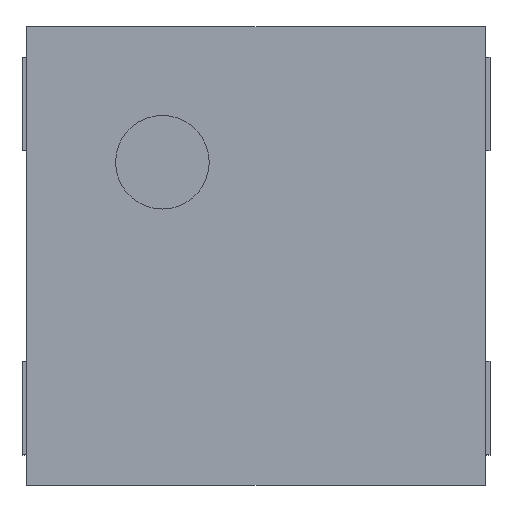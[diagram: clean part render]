
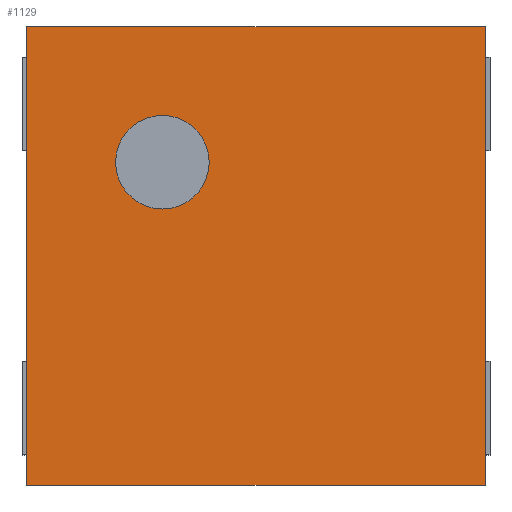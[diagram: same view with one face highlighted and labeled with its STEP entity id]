
A CAD part, top view. The second image highlights one B-rep face of the part: STEP entity #1129.
In plain terms, the highlighted planar face has unit normal (0, 0, 1).
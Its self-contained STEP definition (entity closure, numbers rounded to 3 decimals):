
#204 = PLANE('',#205);
#205 = AXIS2_PLACEMENT_3D('',#206,#207,#208);
#206 = CARTESIAN_POINT('',(0.49,0.49,0.02));
#207 = DIRECTION('',(1.,0.,0.));
#208 = DIRECTION('',(0.,0.,1.));
#258 = PLANE('',#259);
#259 = AXIS2_PLACEMENT_3D('',#260,#261,#262);
#260 = CARTESIAN_POINT('',(-0.49,0.49,0.02));
#261 = DIRECTION('',(1.,0.,0.));
#262 = DIRECTION('',(0.,0.,1.));
#621 = VERTEX_POINT('',#622);
#622 = CARTESIAN_POINT('',(-0.49,0.49,0.42));
#636 = PLANE('',#637);
#637 = AXIS2_PLACEMENT_3D('',#638,#639,#640);
#638 = CARTESIAN_POINT('',(-0.49,0.49,0.02));
#639 = DIRECTION('',(0.,-1.,0.));
#640 = DIRECTION('',(0.,0.,1.));
#648 = EDGE_CURVE('',#621,#649,#651,.T.);
#649 = VERTEX_POINT('',#650);
#650 = CARTESIAN_POINT('',(-0.49,-0.49,0.42));
#651 = SURFACE_CURVE('',#652,(#656,#663),.PCURVE_S1.);
#652 = LINE('',#653,#654);
#653 = CARTESIAN_POINT('',(-0.49,0.49,0.42));
#654 = VECTOR('',#655,1.);
#655 = DIRECTION('',(0.,-1.,0.));
#656 = PCURVE('',#258,#657);
#657 = DEFINITIONAL_REPRESENTATION('',(#658),#662);
#658 = LINE('',#659,#660);
#659 = CARTESIAN_POINT('',(0.4,0.));
#660 = VECTOR('',#661,1.);
#661 = DIRECTION('',(0.,1.));
#662 = ( GEOMETRIC_REPRESENTATION_CONTEXT(2) 
PARAMETRIC_REPRESENTATION_CONTEXT() REPRESENTATION_CONTEXT('2D SPACE',''
  ) );
#663 = PCURVE('',#664,#669);
#664 = PLANE('',#665);
#665 = AXIS2_PLACEMENT_3D('',#666,#667,#668);
#666 = CARTESIAN_POINT('',(-0.49,0.49,0.42));
#667 = DIRECTION('',(0.,0.,1.));
#668 = DIRECTION('',(0.,-1.,0.));
#669 = DEFINITIONAL_REPRESENTATION('',(#670),#674);
#670 = LINE('',#671,#672);
#671 = CARTESIAN_POINT('',(0.,0.));
#672 = VECTOR('',#673,1.);
#673 = DIRECTION('',(1.,0.));
#674 = ( GEOMETRIC_REPRESENTATION_CONTEXT(2) 
PARAMETRIC_REPRESENTATION_CONTEXT() REPRESENTATION_CONTEXT('2D SPACE',''
  ) );
#692 = PLANE('',#693);
#693 = AXIS2_PLACEMENT_3D('',#694,#695,#696);
#694 = CARTESIAN_POINT('',(-0.49,-0.49,0.02));
#695 = DIRECTION('',(0.,-1.,0.));
#696 = DIRECTION('',(0.,0.,1.));
#912 = VERTEX_POINT('',#913);
#913 = CARTESIAN_POINT('',(0.49,0.49,0.42));
#934 = EDGE_CURVE('',#912,#935,#937,.T.);
#935 = VERTEX_POINT('',#936);
#936 = CARTESIAN_POINT('',(0.49,-0.49,0.42));
#937 = SURFACE_CURVE('',#938,(#942,#949),.PCURVE_S1.);
#938 = LINE('',#939,#940);
#939 = CARTESIAN_POINT('',(0.49,0.49,0.42));
#940 = VECTOR('',#941,1.);
#941 = DIRECTION('',(0.,-1.,0.));
#942 = PCURVE('',#204,#943);
#943 = DEFINITIONAL_REPRESENTATION('',(#944),#948);
#944 = LINE('',#945,#946);
#945 = CARTESIAN_POINT('',(0.4,0.));
#946 = VECTOR('',#947,1.);
#947 = DIRECTION('',(0.,1.));
#948 = ( GEOMETRIC_REPRESENTATION_CONTEXT(2) 
PARAMETRIC_REPRESENTATION_CONTEXT() REPRESENTATION_CONTEXT('2D SPACE',''
  ) );
#949 = PCURVE('',#664,#950);
#950 = DEFINITIONAL_REPRESENTATION('',(#951),#955);
#951 = LINE('',#952,#953);
#952 = CARTESIAN_POINT('',(0.,0.98));
#953 = VECTOR('',#954,1.);
#954 = DIRECTION('',(1.,0.));
#955 = ( GEOMETRIC_REPRESENTATION_CONTEXT(2) 
PARAMETRIC_REPRESENTATION_CONTEXT() REPRESENTATION_CONTEXT('2D SPACE',''
  ) );
#1109 = EDGE_CURVE('',#621,#912,#1110,.T.);
#1110 = SURFACE_CURVE('',#1111,(#1115,#1122),.PCURVE_S1.);
#1111 = LINE('',#1112,#1113);
#1112 = CARTESIAN_POINT('',(-0.49,0.49,0.42));
#1113 = VECTOR('',#1114,1.);
#1114 = DIRECTION('',(1.,0.,0.));
#1115 = PCURVE('',#636,#1116);
#1116 = DEFINITIONAL_REPRESENTATION('',(#1117),#1121);
#1117 = LINE('',#1118,#1119);
#1118 = CARTESIAN_POINT('',(0.4,0.));
#1119 = VECTOR('',#1120,1.);
#1120 = DIRECTION('',(0.,-1.));
#1121 = ( GEOMETRIC_REPRESENTATION_CONTEXT(2) 
PARAMETRIC_REPRESENTATION_CONTEXT() REPRESENTATION_CONTEXT('2D SPACE',''
  ) );
#1122 = PCURVE('',#664,#1123);
#1123 = DEFINITIONAL_REPRESENTATION('',(#1124),#1128);
#1124 = LINE('',#1125,#1126);
#1125 = CARTESIAN_POINT('',(0.,0.));
#1126 = VECTOR('',#1127,1.);
#1127 = DIRECTION('',(0.,1.));
#1128 = ( GEOMETRIC_REPRESENTATION_CONTEXT(2) 
PARAMETRIC_REPRESENTATION_CONTEXT() REPRESENTATION_CONTEXT('2D SPACE',''
  ) );
#1129 = ADVANCED_FACE('',(#1130,#1156),#664,.T.);
#1130 = FACE_BOUND('',#1131,.T.);
#1131 = EDGE_LOOP('',(#1132,#1133,#1134,#1155));
#1132 = ORIENTED_EDGE('',*,*,#1109,.F.);
#1133 = ORIENTED_EDGE('',*,*,#648,.T.);
#1134 = ORIENTED_EDGE('',*,*,#1135,.T.);
#1135 = EDGE_CURVE('',#649,#935,#1136,.T.);
#1136 = SURFACE_CURVE('',#1137,(#1141,#1148),.PCURVE_S1.);
#1137 = LINE('',#1138,#1139);
#1138 = CARTESIAN_POINT('',(-0.49,-0.49,0.42));
#1139 = VECTOR('',#1140,1.);
#1140 = DIRECTION('',(1.,0.,0.));
#1141 = PCURVE('',#664,#1142);
#1142 = DEFINITIONAL_REPRESENTATION('',(#1143),#1147);
#1143 = LINE('',#1144,#1145);
#1144 = CARTESIAN_POINT('',(0.98,0.));
#1145 = VECTOR('',#1146,1.);
#1146 = DIRECTION('',(0.,1.));
#1147 = ( GEOMETRIC_REPRESENTATION_CONTEXT(2) 
PARAMETRIC_REPRESENTATION_CONTEXT() REPRESENTATION_CONTEXT('2D SPACE',''
  ) );
#1148 = PCURVE('',#692,#1149);
#1149 = DEFINITIONAL_REPRESENTATION('',(#1150),#1154);
#1150 = LINE('',#1151,#1152);
#1151 = CARTESIAN_POINT('',(0.4,0.));
#1152 = VECTOR('',#1153,1.);
#1153 = DIRECTION('',(0.,-1.));
#1154 = ( GEOMETRIC_REPRESENTATION_CONTEXT(2) 
PARAMETRIC_REPRESENTATION_CONTEXT() REPRESENTATION_CONTEXT('2D SPACE',''
  ) );
#1155 = ORIENTED_EDGE('',*,*,#934,.F.);
#1156 = FACE_BOUND('',#1157,.T.);
#1157 = EDGE_LOOP('',(#1158));
#1158 = ORIENTED_EDGE('',*,*,#1159,.T.);
#1159 = EDGE_CURVE('',#1160,#1160,#1162,.T.);
#1160 = VERTEX_POINT('',#1161);
#1161 = CARTESIAN_POINT('',(-0.2,0.1,0.42));
#1162 = SURFACE_CURVE('',#1163,(#1168,#1179),.PCURVE_S1.);
#1163 = CIRCLE('',#1164,0.1);
#1164 = AXIS2_PLACEMENT_3D('',#1165,#1166,#1167);
#1165 = CARTESIAN_POINT('',(-0.2,0.2,0.42));
#1166 = DIRECTION('',(0.,0.,-1.));
#1167 = DIRECTION('',(0.,-1.,0.));
#1168 = PCURVE('',#664,#1169);
#1169 = DEFINITIONAL_REPRESENTATION('',(#1170),#1178);
#1170 = ( BOUNDED_CURVE() B_SPLINE_CURVE(2,(#1171,#1172,#1173,#1174,
#1175,#1176,#1177),.UNSPECIFIED.,.T.,.F.) B_SPLINE_CURVE_WITH_KNOTS((1,2
    ,2,2,2,1),(-2.094,0.,2.094,4.189,
6.283,8.378),.UNSPECIFIED.) CURVE() 
GEOMETRIC_REPRESENTATION_ITEM() RATIONAL_B_SPLINE_CURVE((1.,0.5,1.,0.5,
1.,0.5,1.)) REPRESENTATION_ITEM('') );
#1171 = CARTESIAN_POINT('',(0.39,0.29));
#1172 = CARTESIAN_POINT('',(0.39,0.117));
#1173 = CARTESIAN_POINT('',(0.24,0.203));
#1174 = CARTESIAN_POINT('',(0.09,0.29));
#1175 = CARTESIAN_POINT('',(0.24,0.377));
#1176 = CARTESIAN_POINT('',(0.39,0.463));
#1177 = CARTESIAN_POINT('',(0.39,0.29));
#1178 = ( GEOMETRIC_REPRESENTATION_CONTEXT(2) 
PARAMETRIC_REPRESENTATION_CONTEXT() REPRESENTATION_CONTEXT('2D SPACE',''
  ) );
#1179 = PCURVE('',#1180,#1185);
#1180 = CYLINDRICAL_SURFACE('',#1181,0.1);
#1181 = AXIS2_PLACEMENT_3D('',#1182,#1183,#1184);
#1182 = CARTESIAN_POINT('',(-0.2,0.2,0.43));
#1183 = DIRECTION('',(0.,0.,-1.));
#1184 = DIRECTION('',(0.,-1.,0.));
#1185 = DEFINITIONAL_REPRESENTATION('',(#1186),#1190);
#1186 = LINE('',#1187,#1188);
#1187 = CARTESIAN_POINT('',(-6.283,0.01));
#1188 = VECTOR('',#1189,1.);
#1189 = DIRECTION('',(1.,0.));
#1190 = ( GEOMETRIC_REPRESENTATION_CONTEXT(2) 
PARAMETRIC_REPRESENTATION_CONTEXT() REPRESENTATION_CONTEXT('2D SPACE',''
  ) );
